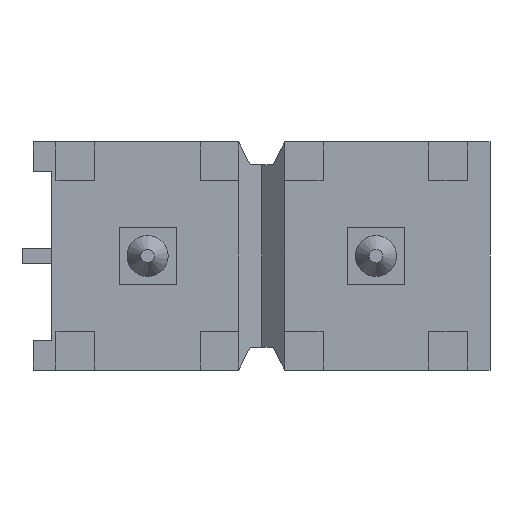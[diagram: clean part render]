
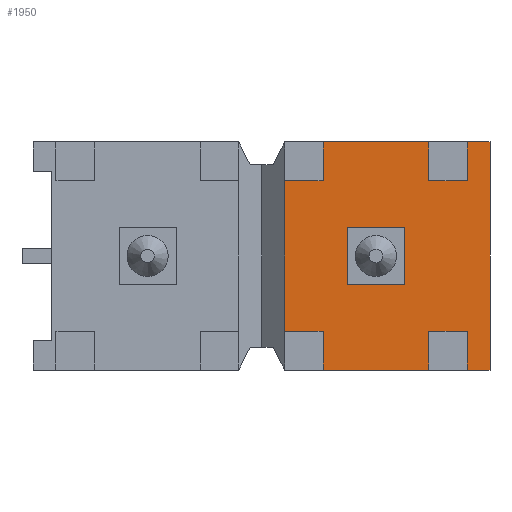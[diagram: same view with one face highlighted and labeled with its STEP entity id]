
A CAD part, front view. The second image highlights one B-rep face of the part: STEP entity #1950.
In plain terms, the highlighted planar face has unit normal (0, -1, 0).
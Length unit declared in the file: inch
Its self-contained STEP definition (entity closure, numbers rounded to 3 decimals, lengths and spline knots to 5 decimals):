
#333=ORIENTED_EDGE('',*,*,#737,.T.);
#334=ORIENTED_EDGE('',*,*,#622,.T.);
#335=ORIENTED_EDGE('',*,*,#680,.T.);
#336=ORIENTED_EDGE('',*,*,#755,.T.);
#337=ORIENTED_EDGE('',*,*,#691,.F.);
#338=ORIENTED_EDGE('',*,*,#618,.T.);
#339=ORIENTED_EDGE('',*,*,#696,.T.);
#340=ORIENTED_EDGE('',*,*,#756,.T.);
#341=ORIENTED_EDGE('',*,*,#602,.F.);
#342=ORIENTED_EDGE('',*,*,#757,.F.);
#343=ORIENTED_EDGE('',*,*,#697,.T.);
#344=ORIENTED_EDGE('',*,*,#643,.T.);
#345=ORIENTED_EDGE('',*,*,#694,.F.);
#346=ORIENTED_EDGE('',*,*,#758,.F.);
#347=ORIENTED_EDGE('',*,*,#681,.T.);
#348=ORIENTED_EDGE('',*,*,#639,.T.);
#349=ORIENTED_EDGE('',*,*,#719,.F.);
#350=ORIENTED_EDGE('',*,*,#706,.F.);
#351=ORIENTED_EDGE('',*,*,#703,.F.);
#352=ORIENTED_EDGE('',*,*,#700,.F.);
#602=EDGE_CURVE('',#868,#864,#1044,.T.);
#618=EDGE_CURVE('',#881,#880,#1060,.T.);
#622=EDGE_CURVE('',#885,#884,#1064,.T.);
#639=EDGE_CURVE('',#898,#897,#1081,.T.);
#643=EDGE_CURVE('',#902,#901,#1085,.T.);
#680=EDGE_CURVE('',#884,#923,#1122,.T.);
#681=EDGE_CURVE('',#924,#898,#1123,.T.);
#691=EDGE_CURVE('',#881,#929,#1133,.T.);
#694=EDGE_CURVE('',#930,#901,#1136,.T.);
#696=EDGE_CURVE('',#880,#931,#1138,.T.);
#697=EDGE_CURVE('',#932,#902,#1139,.T.);
#700=EDGE_CURVE('',#934,#935,#1142,.T.);
#703=EDGE_CURVE('',#935,#937,#1145,.T.);
#706=EDGE_CURVE('',#937,#939,#1148,.T.);
#719=EDGE_CURVE('',#939,#934,#1161,.T.);
#737=EDGE_CURVE('',#897,#885,#1179,.T.);
#755=EDGE_CURVE('',#923,#929,#1197,.T.);
#756=EDGE_CURVE('',#931,#864,#1198,.T.);
#757=EDGE_CURVE('',#932,#868,#1199,.T.);
#758=EDGE_CURVE('',#924,#930,#1200,.T.);
#864=VERTEX_POINT('',#2690);
#868=VERTEX_POINT('',#2699);
#880=VERTEX_POINT('',#2729);
#881=VERTEX_POINT('',#2731);
#884=VERTEX_POINT('',#2737);
#885=VERTEX_POINT('',#2739);
#897=VERTEX_POINT('',#2769);
#898=VERTEX_POINT('',#2771);
#901=VERTEX_POINT('',#2777);
#902=VERTEX_POINT('',#2779);
#923=VERTEX_POINT('',#2851);
#924=VERTEX_POINT('',#2855);
#929=VERTEX_POINT('',#2875);
#930=VERTEX_POINT('',#2879);
#931=VERTEX_POINT('',#2883);
#932=VERTEX_POINT('',#2887);
#934=VERTEX_POINT('',#2892);
#935=VERTEX_POINT('',#2894);
#937=VERTEX_POINT('',#2900);
#939=VERTEX_POINT('',#2906);
#1044=LINE('',#2700,#1306);
#1060=LINE('',#2730,#1322);
#1064=LINE('',#2738,#1326);
#1081=LINE('',#2770,#1343);
#1085=LINE('',#2778,#1347);
#1122=LINE('',#2852,#1384);
#1123=LINE('',#2854,#1385);
#1133=LINE('',#2874,#1395);
#1136=LINE('',#2880,#1398);
#1138=LINE('',#2884,#1400);
#1139=LINE('',#2886,#1401);
#1142=LINE('',#2893,#1404);
#1145=LINE('',#2899,#1407);
#1148=LINE('',#2905,#1410);
#1161=LINE('',#2932,#1423);
#1179=LINE('',#2967,#1441);
#1197=LINE('',#3000,#1459);
#1198=LINE('',#3001,#1460);
#1199=LINE('',#3002,#1461);
#1200=LINE('',#3003,#1462);
#1306=VECTOR('',#2183,39.37008);
#1322=VECTOR('',#2203,39.37008);
#1326=VECTOR('',#2207,39.37008);
#1343=VECTOR('',#2228,39.37008);
#1347=VECTOR('',#2232,39.37008);
#1384=VECTOR('',#2299,39.37008);
#1385=VECTOR('',#2302,39.37008);
#1395=VECTOR('',#2322,39.37008);
#1398=VECTOR('',#2327,39.37008);
#1400=VECTOR('',#2331,39.37008);
#1401=VECTOR('',#2334,39.37008);
#1404=VECTOR('',#2339,39.37008);
#1407=VECTOR('',#2344,39.37008);
#1410=VECTOR('',#2349,39.37008);
#1423=VECTOR('',#2370,39.37008);
#1441=VECTOR('',#2398,39.37008);
#1459=VECTOR('',#2438,39.37008);
#1460=VECTOR('',#2439,39.37008);
#1461=VECTOR('',#2440,39.37008);
#1462=VECTOR('',#2441,39.37008);
#1601=EDGE_LOOP('',(#333,#334,#335,#336,#337,#338,#339,#340,#341,#342,#343,
#344,#345,#346,#347,#348));
#1602=EDGE_LOOP('',(#349,#350,#351,#352));
#1725=FACE_BOUND('',#1601,.T.);
#1726=FACE_BOUND('',#1602,.T.);
#1845=PLANE('',#2085);
#1950=ADVANCED_FACE('',(#1725,#1726),#1845,.T.);
#2085=AXIS2_PLACEMENT_3D('',#2999,#2436,#2437);
#2183=DIRECTION('',(0.,0.,1.));
#2203=DIRECTION('',(-1.,0.,0.));
#2207=DIRECTION('',(-1.,0.,0.));
#2228=DIRECTION('',(1.,0.,0.));
#2232=DIRECTION('',(1.,0.,0.));
#2299=DIRECTION('',(0.,0.,-1.));
#2302=DIRECTION('',(0.,0.,-1.));
#2322=DIRECTION('',(0.,0.,-1.));
#2327=DIRECTION('',(0.,0.,-1.));
#2331=DIRECTION('',(0.,0.,-1.));
#2334=DIRECTION('',(0.,0.,-1.));
#2339=DIRECTION('',(1.,0.,0.));
#2344=DIRECTION('',(0.,0.,1.));
#2349=DIRECTION('',(-1.,0.,0.));
#2370=DIRECTION('',(0.,0.,-1.));
#2398=DIRECTION('',(0.,0.,1.));
#2436=DIRECTION('',(0.,-1.,0.));
#2437=DIRECTION('',(0.,0.,-1.));
#2438=DIRECTION('',(-1.,0.,0.));
#2439=DIRECTION('',(-1.,0.,0.));
#2440=DIRECTION('',(-1.,0.,0.));
#2441=DIRECTION('',(-1.,0.,0.));
#2690=CARTESIAN_POINT('',(0.01,0.02,0.033));
#2699=CARTESIAN_POINT('',(0.01,0.02,-0.033));
#2700=CARTESIAN_POINT('',(0.01,0.02,0.2));
#2729=CARTESIAN_POINT('',(0.02688,0.02,0.05));
#2730=CARTESIAN_POINT('',(-0.1,0.02,0.05));
#2731=CARTESIAN_POINT('',(0.07312,0.02,0.05));
#2737=CARTESIAN_POINT('',(0.09012,0.02,0.05));
#2738=CARTESIAN_POINT('',(-0.1,0.02,0.05));
#2739=CARTESIAN_POINT('',(0.1,0.02,0.05));
#2769=CARTESIAN_POINT('',(0.1,0.02,-0.05));
#2770=CARTESIAN_POINT('',(0.1,0.02,-0.05));
#2771=CARTESIAN_POINT('',(0.09012,0.02,-0.05));
#2777=CARTESIAN_POINT('',(0.07312,0.02,-0.05));
#2778=CARTESIAN_POINT('',(0.1,0.02,-0.05));
#2779=CARTESIAN_POINT('',(0.02688,0.02,-0.05));
#2851=CARTESIAN_POINT('',(0.09012,0.02,0.033));
#2852=CARTESIAN_POINT('',(0.09012,0.02,0.1));
#2854=CARTESIAN_POINT('',(0.09012,0.02,0.1));
#2855=CARTESIAN_POINT('',(0.09012,0.02,-0.033));
#2874=CARTESIAN_POINT('',(0.07312,0.02,0.1));
#2875=CARTESIAN_POINT('',(0.07312,0.02,0.033));
#2879=CARTESIAN_POINT('',(0.07312,0.02,-0.033));
#2880=CARTESIAN_POINT('',(0.07312,0.02,0.1));
#2883=CARTESIAN_POINT('',(0.02688,0.02,0.033));
#2884=CARTESIAN_POINT('',(0.02688,0.02,0.1));
#2886=CARTESIAN_POINT('',(0.02688,0.02,0.1));
#2887=CARTESIAN_POINT('',(0.02688,0.02,-0.033));
#2892=CARTESIAN_POINT('',(0.0375,0.02,-0.0125));
#2893=CARTESIAN_POINT('',(0.0625,0.02,-0.0125));
#2894=CARTESIAN_POINT('',(0.0625,0.02,-0.0125));
#2899=CARTESIAN_POINT('',(0.0625,0.02,0.0125));
#2900=CARTESIAN_POINT('',(0.0625,0.02,0.0125));
#2905=CARTESIAN_POINT('',(0.0375,0.02,0.0125));
#2906=CARTESIAN_POINT('',(0.0375,0.02,0.0125));
#2932=CARTESIAN_POINT('',(0.0375,0.02,-0.0125));
#2967=CARTESIAN_POINT('',(0.1,0.02,0.05));
#2999=CARTESIAN_POINT('',(0.13637,0.02,0.1));
#3000=CARTESIAN_POINT('',(0.2,0.02,0.033));
#3001=CARTESIAN_POINT('',(0.2,0.02,0.033));
#3002=CARTESIAN_POINT('',(0.2,0.02,-0.033));
#3003=CARTESIAN_POINT('',(0.2,0.02,-0.033));
